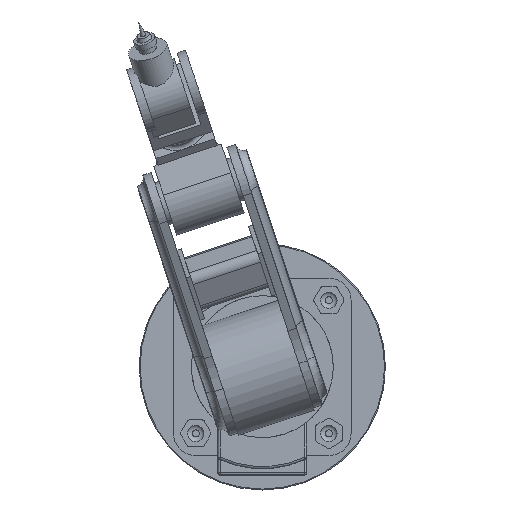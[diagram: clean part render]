
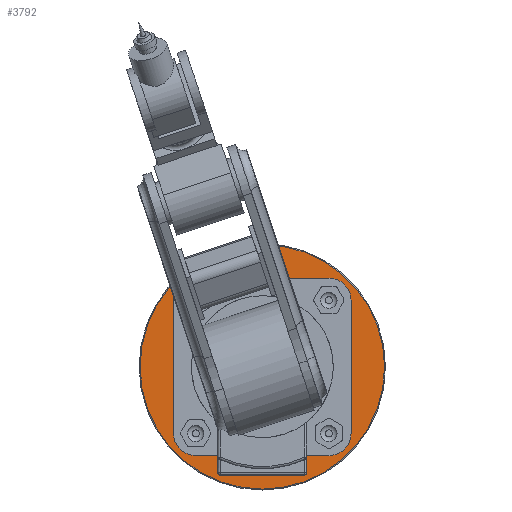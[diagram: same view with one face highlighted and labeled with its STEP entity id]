
A CAD part, top view. The second image highlights one B-rep face of the part: STEP entity #3792.
In plain terms, the highlighted planar face has unit normal (0, 0, 1).
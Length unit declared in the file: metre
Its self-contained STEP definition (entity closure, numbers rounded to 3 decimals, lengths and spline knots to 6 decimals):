
#101=LINE('',#5992,#398);
#102=LINE('',#5997,#399);
#103=LINE('',#6001,#400);
#104=LINE('',#6005,#401);
#398=VECTOR('',#4719,1.);
#399=VECTOR('',#4722,1.);
#400=VECTOR('',#4725,1.);
#401=VECTOR('',#4728,1.);
#715=PLANE('',#4169);
#897=ORIENTED_EDGE('',*,*,#1979,.T.);
#898=ORIENTED_EDGE('',*,*,#1980,.F.);
#899=ORIENTED_EDGE('',*,*,#1981,.T.);
#900=ORIENTED_EDGE('',*,*,#1982,.T.);
#901=ORIENTED_EDGE('',*,*,#1983,.T.);
#902=ORIENTED_EDGE('',*,*,#1984,.T.);
#903=ORIENTED_EDGE('',*,*,#1985,.T.);
#904=ORIENTED_EDGE('',*,*,#1986,.F.);
#905=ORIENTED_EDGE('',*,*,#1987,.T.);
#1979=EDGE_CURVE('',#2521,#2521,#2856,.T.);
#1980=EDGE_CURVE('',#2522,#2523,#101,.T.);
#1981=EDGE_CURVE('',#2522,#2524,#2857,.F.);
#1982=EDGE_CURVE('',#2524,#2525,#102,.T.);
#1983=EDGE_CURVE('',#2525,#2526,#2858,.F.);
#1984=EDGE_CURVE('',#2526,#2527,#103,.T.);
#1985=EDGE_CURVE('',#2527,#2528,#2859,.F.);
#1986=EDGE_CURVE('',#2529,#2528,#104,.T.);
#1987=EDGE_CURVE('',#2529,#2523,#2860,.F.);
#2521=VERTEX_POINT('',#5991);
#2522=VERTEX_POINT('',#5993);
#2523=VERTEX_POINT('',#5994);
#2524=VERTEX_POINT('',#5996);
#2525=VERTEX_POINT('',#5998);
#2526=VERTEX_POINT('',#6000);
#2527=VERTEX_POINT('',#6002);
#2528=VERTEX_POINT('',#6004);
#2529=VERTEX_POINT('',#6006);
#2856=CIRCLE('',#4170,0.2755);
#2857=CIRCLE('',#4171,0.05);
#2858=CIRCLE('',#4172,0.05);
#2859=CIRCLE('',#4173,0.05);
#2860=CIRCLE('',#4174,0.05);
#3054=EDGE_LOOP('',(#897));
#3055=EDGE_LOOP('',(#898,#899,#900,#901,#902,#903,#904,#905));
#3376=FACE_BOUND('',#3054,.T.);
#3377=FACE_BOUND('',#3055,.T.);
#3792=ADVANCED_FACE('',(#3376,#3377),#715,.T.);
#4169=AXIS2_PLACEMENT_3D('',#5989,#4715,#4716);
#4170=AXIS2_PLACEMENT_3D('',#5990,#4717,#4718);
#4171=AXIS2_PLACEMENT_3D('',#5995,#4720,#4721);
#4172=AXIS2_PLACEMENT_3D('',#5999,#4723,#4724);
#4173=AXIS2_PLACEMENT_3D('',#6003,#4726,#4727);
#4174=AXIS2_PLACEMENT_3D('',#6007,#4729,#4730);
#4715=DIRECTION('',(0.,0.,1.));
#4716=DIRECTION('',(1.,0.,0.));
#4717=DIRECTION('',(0.,0.,1.));
#4718=DIRECTION('',(1.,0.,0.));
#4719=DIRECTION('',(0.,-1.,0.));
#4720=DIRECTION('',(0.,0.,1.));
#4721=DIRECTION('',(1.,0.,0.));
#4722=DIRECTION('',(1.,0.,0.));
#4723=DIRECTION('',(0.,0.,1.));
#4724=DIRECTION('',(1.,0.,0.));
#4725=DIRECTION('',(0.,-1.,0.));
#4726=DIRECTION('',(0.,0.,1.));
#4727=DIRECTION('',(1.,0.,0.));
#4728=DIRECTION('',(1.,0.,0.));
#4729=DIRECTION('',(0.,0.,1.));
#4730=DIRECTION('',(1.,0.,0.));
#5989=CARTESIAN_POINT('',(0.,0.,0.01));
#5990=CARTESIAN_POINT('',(0.,0.,0.01));
#5991=CARTESIAN_POINT('',(0.2755,0.,0.01));
#5992=CARTESIAN_POINT('',(-0.2,0.,0.01));
#5993=CARTESIAN_POINT('',(-0.2,0.15,0.01));
#5994=CARTESIAN_POINT('',(-0.2,-0.15,0.01));
#5995=CARTESIAN_POINT('',(-0.15,0.15,0.01));
#5996=CARTESIAN_POINT('',(-0.15,0.2,0.01));
#5997=CARTESIAN_POINT('',(0.,0.2,0.01));
#5998=CARTESIAN_POINT('',(0.15,0.2,0.01));
#5999=CARTESIAN_POINT('',(0.15,0.15,0.01));
#6000=CARTESIAN_POINT('',(0.2,0.15,0.01));
#6001=CARTESIAN_POINT('',(0.2,0.,0.01));
#6002=CARTESIAN_POINT('',(0.2,-0.15,0.01));
#6003=CARTESIAN_POINT('',(0.15,-0.15,0.01));
#6004=CARTESIAN_POINT('',(0.15,-0.2,0.01));
#6005=CARTESIAN_POINT('',(0.,-0.2,0.01));
#6006=CARTESIAN_POINT('',(-0.15,-0.2,0.01));
#6007=CARTESIAN_POINT('',(-0.15,-0.15,0.01));
